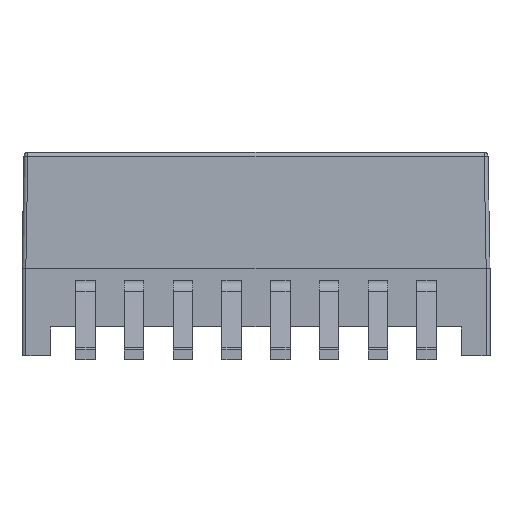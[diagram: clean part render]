
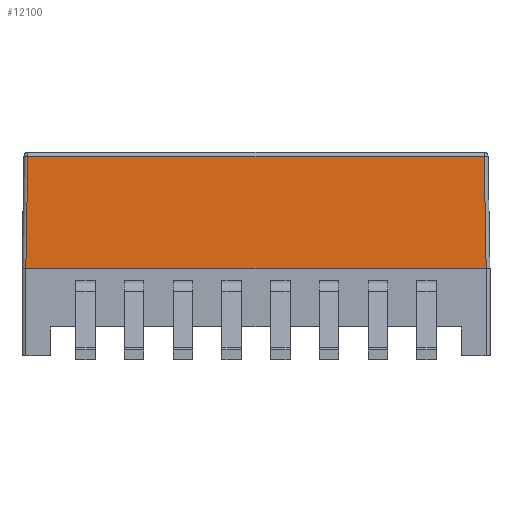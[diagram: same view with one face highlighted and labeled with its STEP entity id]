
A CAD part, left-side view. The second image highlights one B-rep face of the part: STEP entity #12100.
In plain terms, the highlighted face is planar.
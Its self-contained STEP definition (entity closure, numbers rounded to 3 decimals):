
#492=PLANE('',#12627);
#844=LINE('',#15129,#1683);
#848=LINE('',#15145,#1687);
#856=LINE('',#15176,#1695);
#1222=LINE('',#18162,#2061);
#1683=VECTOR('',#12990,1000.);
#1687=VECTOR('',#13008,1000.);
#1695=VECTOR('',#13044,1000.);
#2061=VECTOR('',#13960,1000.);
#3664=ORIENTED_EDGE('',*,*,#5758,.F.);
#3665=ORIENTED_EDGE('',*,*,#5075,.T.);
#3666=ORIENTED_EDGE('',*,*,#5083,.F.);
#3667=ORIENTED_EDGE('',*,*,#5099,.F.);
#5075=EDGE_CURVE('',#6346,#6349,#844,.T.);
#5083=EDGE_CURVE('',#6354,#6349,#848,.T.);
#5099=EDGE_CURVE('',#6363,#6354,#856,.T.);
#5758=EDGE_CURVE('',#6346,#6363,#1222,.T.);
#6346=VERTEX_POINT('',#15119);
#6349=VERTEX_POINT('',#15127);
#6354=VERTEX_POINT('',#15143);
#6363=VERTEX_POINT('',#15174);
#7489=EDGE_LOOP('',(#3664,#3665,#3666,#3667));
#8040=FACE_BOUND('',#7489,.T.);
#12100=ADVANCED_FACE('',(#8040),#492,.T.);
#12627=AXIS2_PLACEMENT_3D('',#18161,#13958,#13959);
#12990=DIRECTION('',(-0.017,0.017,1.));
#13008=DIRECTION('',(1.,0.,0.));
#13044=DIRECTION('',(0.017,0.017,1.));
#13958=DIRECTION('',(0.,-1.,0.017));
#13959=DIRECTION('',(0.,-0.017,-1.));
#13960=DIRECTION('',(-1.,0.,0.));
#15119=CARTESIAN_POINT('',(6.,-3.5,2.37));
#15127=CARTESIAN_POINT('',(5.949,-3.449,5.302));
#15129=CARTESIAN_POINT('',(5.998,-3.498,2.475));
#15143=CARTESIAN_POINT('',(-5.949,-3.449,5.302));
#15145=CARTESIAN_POINT('',(-6.047,-3.449,5.302));
#15174=CARTESIAN_POINT('',(-6.,-3.5,2.37));
#15176=CARTESIAN_POINT('',(-5.998,-3.498,2.475));
#18161=CARTESIAN_POINT('',(0.,-3.5,2.37));
#18162=CARTESIAN_POINT('',(6.1,-3.5,2.37));
